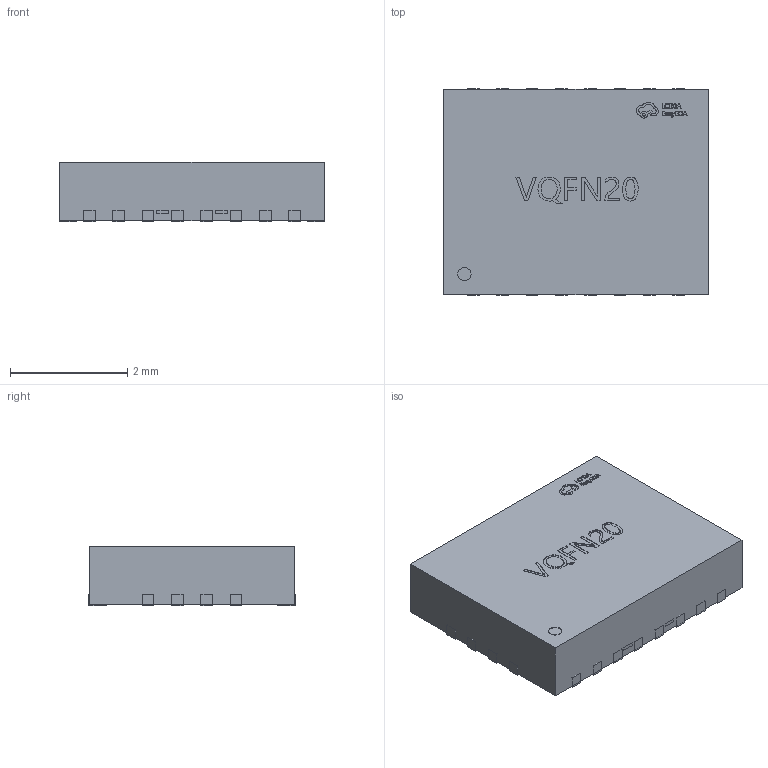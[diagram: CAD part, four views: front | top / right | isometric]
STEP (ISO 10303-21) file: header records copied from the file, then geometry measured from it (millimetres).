
FILE_DESCRIPTION (( 'STEP AP214' ), '1' );
FILE_NAME ('VQFN-20_L4.5-W3.5-H1.0-P0.50.step', '2022-07-15T04:09:41', ( '' ), ( '' ), 'SwSTEP 2.0', 'SolidWorks 2020', '' );
FILE_SCHEMA (( 'AUTOMOTIVE_DESIGN' ));
Length unit declared in the file: millimetre
Products named in the file (1): VQFN-20_L4.5-W3.5-H1.0-P0.50
Bounding box: 4.52 x 3.52 x 1.02 mm (x, y, z)
Volume: 16 mm3; surface area: 54.9 mm2
Topology: 38 solids, 38 shells, 531 faces, 1311 edges, 874 vertices
Faces by surface type: plane 361, bspline 144, cylinder 26
Entity records: 24625 total; most frequent: CARTESIAN_POINT 6709, ORIENTED_EDGE 2622, DIRECTION 1847, EDGE_CURVE 1311, VECTOR 967, LINE 967, VERTEX_POINT 874, UNCERTAINTY_MEASURE_WITH_UNIT 571
